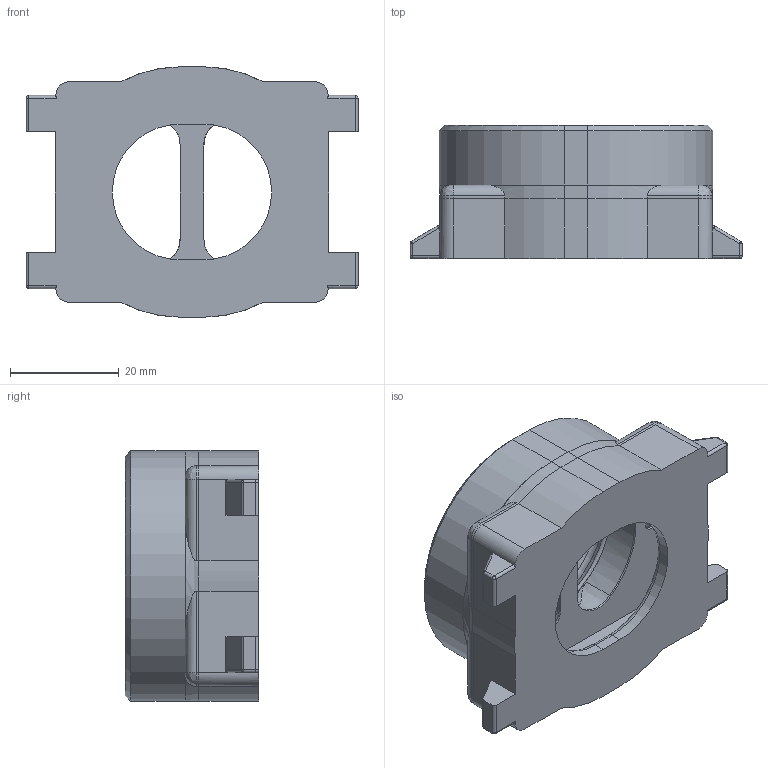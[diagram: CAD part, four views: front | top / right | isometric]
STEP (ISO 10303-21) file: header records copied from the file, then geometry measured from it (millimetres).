
FILE_DESCRIPTION(/* description */ (''),/* implementation_level */ '2;1');
FILE_NAME(/* name */ 'Magic Band V3 v14.step',/* time_stamp */ '2018-02-25T01:28:45-05:00',/* author */ (''),/* organization */ (''),/* preprocessor_version */ 'ST-DEVELOPER v16.13',/* originating_system */ 'Autodesk Translation Framework v6.5.0.72',/* authorisation */ '');
FILE_SCHEMA (('AUTOMOTIVE_DESIGN { 1 0 10303 214 3 1 1 }'));
Length unit declared in the file: millimetre
Products named in the file (1): Magic Band V3
Bounding box: 61 x 24.49 x 46 mm (x, y, z)
Volume: 14927.3 mm3; surface area: 18068.7 mm2
Topology: 3 solids, 3 shells, 229 faces, 569 edges, 345 vertices
Faces by surface type: plane 84, cylinder 82, bspline 35, torus 12, cone 8, sphere 8
Entity records: 8001 total; most frequent: CARTESIAN_POINT 2630, ORIENTED_EDGE 1130, DIRECTION 1084, EDGE_CURVE 565, AXIS2_PLACEMENT_3D 392, VERTEX_POINT 345, LINE 300, VECTOR 300
